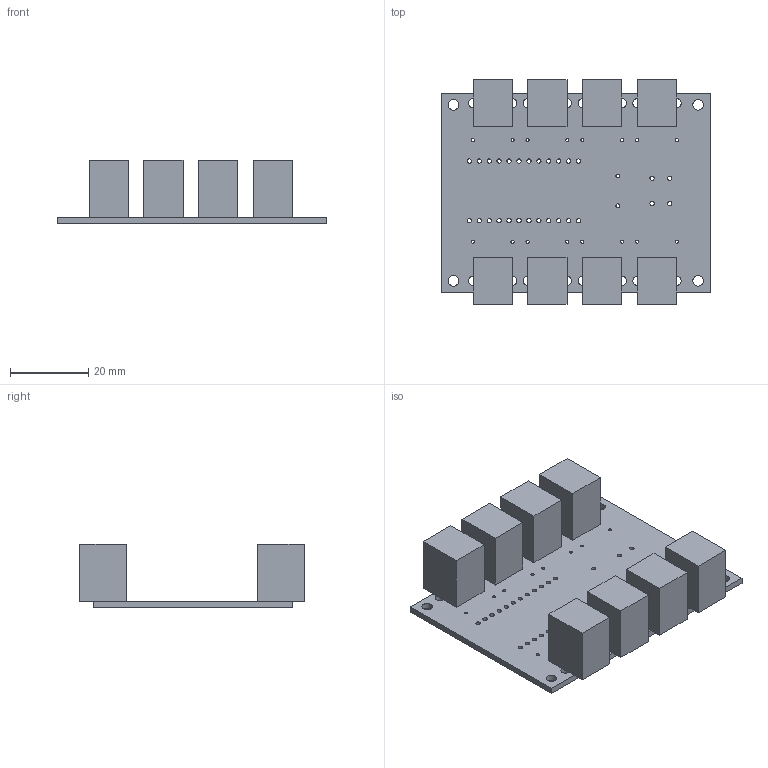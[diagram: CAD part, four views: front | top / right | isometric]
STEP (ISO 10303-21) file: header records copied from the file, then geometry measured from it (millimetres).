
FILE_DESCRIPTION(('KiCad electronic assembly'),'2;1');
FILE_NAME('headless_v1.step','2022-12-05T20:03:28',('Pcbnew'),('Kicad'), 'Open CASCADE STEP processor 7.6','KiCad to STEP converter','Unknown' );
FILE_SCHEMA(('AUTOMOTIVE_DESIGN { 1 0 10303 214 1 1 1 1 }'));
Length unit declared in the file: millimetre
Products named in the file (4): headless_v1 1; rj10_socket; SOLID; headless_v1 PCB
Assembly tree (10 placements, depth 3):
  headless_v1 1
    rj10_socket  x8
      SOLID
    headless_v1 PCB
Bounding box: 69 x 57.41 x 16.25 mm (x, y, z)
Volume: 19407.2 mm3; surface area: 14800.3 mm2
Topology: 9 solids, 9 shells, 152 faces, 402 edges, 268 vertices
Faces by surface type: cylinder 98, plane 54
Full cylindrical faces by diameter (mm): 0.8 x16, 0.9 x32, 1 x2, 1.1 x28, 2.36 x16, 2.7 x4
Entity records: 9000 total; most frequent: CARTESIAN_POINT 2463, DIRECTION 1196, ORIENTED_EDGE 636, PCURVE 636, DEFINITIONAL_REPRESENTATION 636, LINE 562, VECTOR 562, EDGE_CURVE 318
